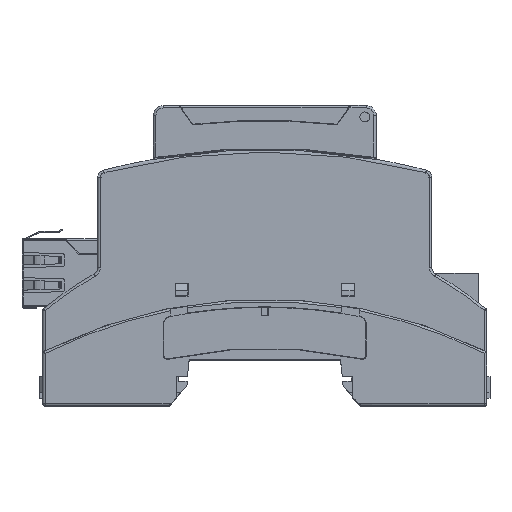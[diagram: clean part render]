
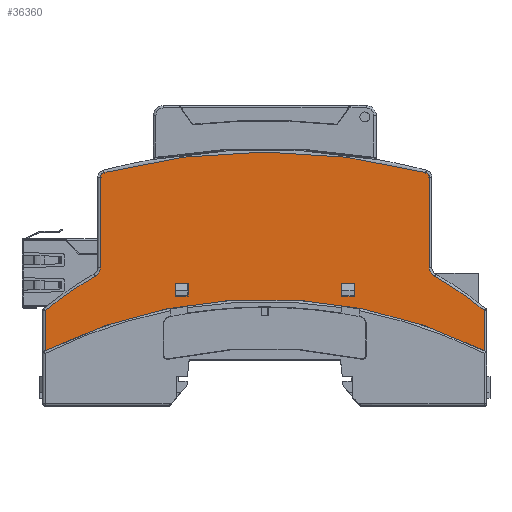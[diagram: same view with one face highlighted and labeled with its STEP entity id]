
A CAD part, top view. The second image highlights one B-rep face of the part: STEP entity #36360.
In plain terms, the highlighted face is planar.
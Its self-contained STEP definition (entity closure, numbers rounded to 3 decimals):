
#32740=CARTESIAN_POINT('',(12.45,-18.5,-71.9));
#32741=VERTEX_POINT('',#32740);
#32742=CARTESIAN_POINT('',(12.45,-21.1,-71.9));
#32743=VERTEX_POINT('',#32742);
#32744=CARTESIAN_POINT('',(12.45,-18.5,-71.9));
#32745=DIRECTION('',(0.,-1.,0.));
#32746=VECTOR('',#32745,2.6);
#32747=LINE('',#32744,#32746);
#32748=EDGE_CURVE('',#32741,#32743,#32747,.T.);
#32860=CARTESIAN_POINT('',(27.6,-42.477,-71.9));
#32861=VERTEX_POINT('',#32860);
#32862=CARTESIAN_POINT('',(27.6,-24.257,-71.9));
#32863=VERTEX_POINT('',#32862);
#32864=CARTESIAN_POINT('',(27.6,-42.477,-71.9));
#32865=DIRECTION('',(0.,1.,-0.));
#32866=VECTOR('',#32865,18.22);
#32867=LINE('',#32864,#32866);
#32868=EDGE_CURVE('',#32861,#32863,#32867,.T.);
#35795=CARTESIAN_POINT('',(-38.9,-42.477,-71.9));
#35796=VERTEX_POINT('',#35795);
#35804=CARTESIAN_POINT('',(-38.152,-43.445,-71.9));
#35805=VERTEX_POINT('',#35804);
#35806=CARTESIAN_POINT('',(-37.9,-42.477,-71.9));
#35807=DIRECTION('',(-0.,0.,-1.));
#35808=DIRECTION('',(-0.252,-0.968,0.));
#35809=AXIS2_PLACEMENT_3D('',#35806,#35807,#35808);
#35810=CIRCLE('',#35809,1.);
#35811=EDGE_CURVE('',#35805,#35796,#35810,.T.);
#36209=CARTESIAN_POINT('',(12.696,-40.289,-71.9));
#36210=DIRECTION('',(0.,0.,1.));
#36211=DIRECTION('',(1.,0.,0.));
#36212=AXIS2_PLACEMENT_3D('',#36209,#36210,#36211);
#36213=PLANE('',#36212);
#36214=CARTESIAN_POINT('',(26.852,-43.445,-71.9));
#36215=VERTEX_POINT('',#36214);
#36216=CARTESIAN_POINT('',(-5.65,81.6,-71.9));
#36217=DIRECTION('',(-0.,0.,1.));
#36218=DIRECTION('',(-0.252,-0.968,0.));
#36219=AXIS2_PLACEMENT_3D('',#36216,#36217,#36218);
#36220=CIRCLE('',#36219,129.2);
#36221=EDGE_CURVE('',#35805,#36215,#36220,.T.);
#36222=ORIENTED_EDGE('',*,*,#36221,.F.);
#36223=ORIENTED_EDGE('',*,*,#35811,.T.);
#36224=CARTESIAN_POINT('',(-38.9,-24.257,-71.9));
#36225=VERTEX_POINT('',#36224);
#36226=CARTESIAN_POINT('',(-38.9,-42.477,-71.9));
#36227=DIRECTION('',(0.,1.,-0.));
#36228=VECTOR('',#36227,18.22);
#36229=LINE('',#36226,#36228);
#36230=EDGE_CURVE('',#35796,#36225,#36229,.T.);
#36231=ORIENTED_EDGE('',*,*,#36230,.T.);
#36232=CARTESIAN_POINT('',(-39.914,-22.517,-71.9));
#36233=VERTEX_POINT('',#36232);
#36234=CARTESIAN_POINT('',(-40.9,-24.257,-71.9));
#36235=DIRECTION('',(-0.,0.,-1.));
#36236=DIRECTION('',(0.493,0.87,0.));
#36237=AXIS2_PLACEMENT_3D('',#36234,#36235,#36236);
#36238=CIRCLE('',#36237,2.);
#36239=EDGE_CURVE('',#36233,#36225,#36238,.T.);
#36240=ORIENTED_EDGE('',*,*,#36239,.F.);
#36241=CARTESIAN_POINT('',(-50.,-15.56,-71.9));
#36242=VERTEX_POINT('',#36241);
#36243=CARTESIAN_POINT('',(-5.65,37.95,-71.9));
#36244=DIRECTION('',(-0.,-0.,-1.));
#36245=DIRECTION('',(-0.493,-0.87,0.));
#36246=AXIS2_PLACEMENT_3D('',#36243,#36244,#36245);
#36247=CIRCLE('',#36246,69.5);
#36248=EDGE_CURVE('',#36233,#36242,#36247,.T.);
#36249=ORIENTED_EDGE('',*,*,#36248,.T.);
#36250=CARTESIAN_POINT('',(-50.,-7.469,-71.9));
#36251=VERTEX_POINT('',#36250);
#36252=CARTESIAN_POINT('',(-50.,-15.56,-71.9));
#36253=DIRECTION('',(0.,1.,-0.));
#36254=VECTOR('',#36253,8.091);
#36255=LINE('',#36252,#36254);
#36256=EDGE_CURVE('',#36242,#36251,#36255,.T.);
#36257=ORIENTED_EDGE('',*,*,#36256,.T.);
#36258=CARTESIAN_POINT('',(38.7,-7.469,-71.9));
#36259=VERTEX_POINT('',#36258);
#36260=CARTESIAN_POINT('',(-5.65,81.6,-71.9));
#36261=DIRECTION('',(-0.,-0.,-1.));
#36262=DIRECTION('',(0.446,-0.895,0.));
#36263=AXIS2_PLACEMENT_3D('',#36260,#36261,#36262);
#36264=CIRCLE('',#36263,99.5);
#36265=EDGE_CURVE('',#36259,#36251,#36264,.T.);
#36266=ORIENTED_EDGE('',*,*,#36265,.F.);
#36267=CARTESIAN_POINT('',(38.7,-15.56,-71.9));
#36268=VERTEX_POINT('',#36267);
#36269=CARTESIAN_POINT('',(38.7,-15.56,-71.9));
#36270=DIRECTION('',(0.,1.,-0.));
#36271=VECTOR('',#36270,8.091);
#36272=LINE('',#36269,#36271);
#36273=EDGE_CURVE('',#36268,#36259,#36272,.T.);
#36274=ORIENTED_EDGE('',*,*,#36273,.F.);
#36275=CARTESIAN_POINT('',(28.614,-22.517,-71.9));
#36276=VERTEX_POINT('',#36275);
#36277=CARTESIAN_POINT('',(-5.65,37.95,-71.9));
#36278=DIRECTION('',(-0.,0.,1.));
#36279=DIRECTION('',(0.493,-0.87,0.));
#36280=AXIS2_PLACEMENT_3D('',#36277,#36278,#36279);
#36281=CIRCLE('',#36280,69.5);
#36282=EDGE_CURVE('',#36276,#36268,#36281,.T.);
#36283=ORIENTED_EDGE('',*,*,#36282,.F.);
#36284=CARTESIAN_POINT('',(29.6,-24.257,-71.9));
#36285=DIRECTION('',(0.,0.,1.));
#36286=DIRECTION('',(-0.493,0.87,0.));
#36287=AXIS2_PLACEMENT_3D('',#36284,#36285,#36286);
#36288=CIRCLE('',#36287,2.);
#36289=EDGE_CURVE('',#36276,#32863,#36288,.T.);
#36290=ORIENTED_EDGE('',*,*,#36289,.T.);
#36291=ORIENTED_EDGE('',*,*,#32868,.F.);
#36292=CARTESIAN_POINT('',(26.6,-42.477,-71.9));
#36293=DIRECTION('',(0.,-0.,-1.));
#36294=DIRECTION('',(1.,0.,0.));
#36295=AXIS2_PLACEMENT_3D('',#36292,#36293,#36294);
#36296=CIRCLE('',#36295,1.);
#36297=EDGE_CURVE('',#32861,#36215,#36296,.T.);
#36298=ORIENTED_EDGE('',*,*,#36297,.T.);
#36299=EDGE_LOOP('',(#36222,#36223,#36231,#36240,#36249,#36257,#36266,#36274,#36283,#36290,#36291,#36298));
#36300=FACE_BOUND('',#36299,.T.);
#36301=CARTESIAN_POINT('',(9.85,-21.1,-71.9));
#36302=VERTEX_POINT('',#36301);
#36303=CARTESIAN_POINT('',(9.85,-18.5,-71.9));
#36304=VERTEX_POINT('',#36303);
#36305=CARTESIAN_POINT('',(9.85,-21.1,-71.9));
#36306=DIRECTION('',(-0.,1.,-0.));
#36307=VECTOR('',#36306,2.6);
#36308=LINE('',#36305,#36307);
#36309=EDGE_CURVE('',#36302,#36304,#36308,.T.);
#36310=ORIENTED_EDGE('',*,*,#36309,.F.);
#36311=CARTESIAN_POINT('',(12.45,-21.1,-71.9));
#36312=DIRECTION('',(-1.,-0.,0.));
#36313=VECTOR('',#36312,2.6);
#36314=LINE('',#36311,#36313);
#36315=EDGE_CURVE('',#32743,#36302,#36314,.T.);
#36316=ORIENTED_EDGE('',*,*,#36315,.F.);
#36317=ORIENTED_EDGE('',*,*,#32748,.F.);
#36318=CARTESIAN_POINT('',(9.85,-18.5,-71.9));
#36319=DIRECTION('',(1.,0.,-0.));
#36320=VECTOR('',#36319,2.6);
#36321=LINE('',#36318,#36320);
#36322=EDGE_CURVE('',#36304,#32741,#36321,.T.);
#36323=ORIENTED_EDGE('',*,*,#36322,.F.);
#36324=EDGE_LOOP('',(#36310,#36316,#36317,#36323));
#36325=FACE_BOUND('',#36324,.T.);
#36326=CARTESIAN_POINT('',(-21.15,-18.5,-71.9));
#36327=VERTEX_POINT('',#36326);
#36328=CARTESIAN_POINT('',(-23.75,-18.5,-71.9));
#36329=VERTEX_POINT('',#36328);
#36330=CARTESIAN_POINT('',(-21.15,-18.5,-71.9));
#36331=DIRECTION('',(-1.,0.,0.));
#36332=VECTOR('',#36331,2.6);
#36333=LINE('',#36330,#36332);
#36334=EDGE_CURVE('',#36327,#36329,#36333,.T.);
#36335=ORIENTED_EDGE('',*,*,#36334,.T.);
#36336=CARTESIAN_POINT('',(-23.75,-21.1,-71.9));
#36337=VERTEX_POINT('',#36336);
#36338=CARTESIAN_POINT('',(-23.75,-21.1,-71.9));
#36339=DIRECTION('',(-0.,1.,-0.));
#36340=VECTOR('',#36339,2.6);
#36341=LINE('',#36338,#36340);
#36342=EDGE_CURVE('',#36337,#36329,#36341,.T.);
#36343=ORIENTED_EDGE('',*,*,#36342,.F.);
#36344=CARTESIAN_POINT('',(-21.15,-21.1,-71.9));
#36345=VERTEX_POINT('',#36344);
#36346=CARTESIAN_POINT('',(-23.75,-21.1,-71.9));
#36347=DIRECTION('',(1.,0.,-0.));
#36348=VECTOR('',#36347,2.6);
#36349=LINE('',#36346,#36348);
#36350=EDGE_CURVE('',#36337,#36345,#36349,.T.);
#36351=ORIENTED_EDGE('',*,*,#36350,.T.);
#36352=CARTESIAN_POINT('',(-21.15,-18.5,-71.9));
#36353=DIRECTION('',(0.,-1.,0.));
#36354=VECTOR('',#36353,2.6);
#36355=LINE('',#36352,#36354);
#36356=EDGE_CURVE('',#36327,#36345,#36355,.T.);
#36357=ORIENTED_EDGE('',*,*,#36356,.F.);
#36358=EDGE_LOOP('',(#36335,#36343,#36351,#36357));
#36359=FACE_BOUND('',#36358,.T.);
#36360=ADVANCED_FACE('',(#36300,#36325,#36359),#36213,.F.);
